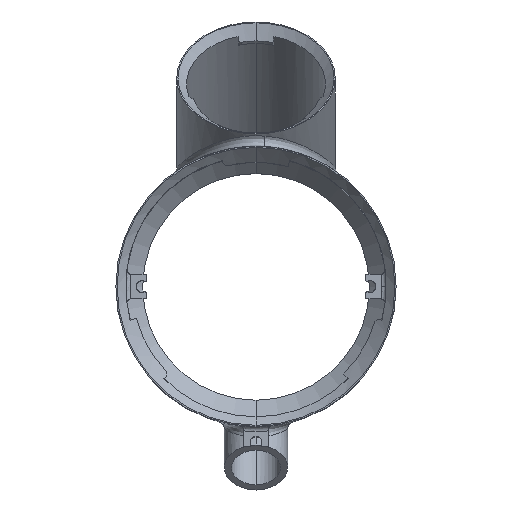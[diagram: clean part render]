
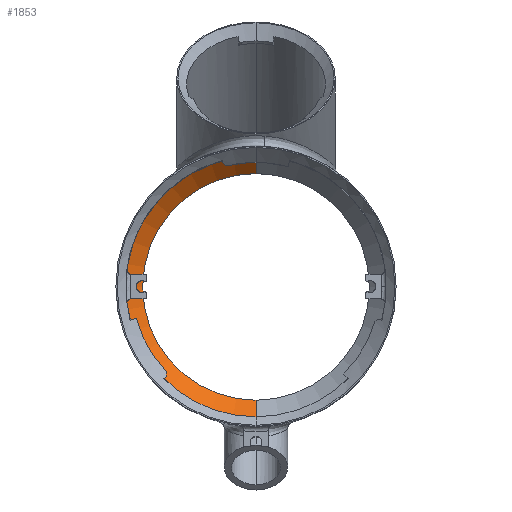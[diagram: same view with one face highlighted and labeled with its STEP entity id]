
A CAD part, top view. The second image highlights one B-rep face of the part: STEP entity #1853.
In plain terms, the highlighted conical face has half-angle 45 degrees and reference radius 53.5 mm.
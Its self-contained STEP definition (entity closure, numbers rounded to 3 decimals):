
#10 = AXIS2_PLACEMENT_3D ( 'NONE', #7324, #3863, #6780 ) ;
#157 = CARTESIAN_POINT ( 'NONE',  ( 0., 53.5, 18. ) ) ;
#417 = CONICAL_SURFACE ( 'NONE', #2259, 53.5, 0.785 ) ;
#609 = DIRECTION ( 'NONE',  ( 0., 1., 0. ) ) ;
#801 = LINE ( 'NONE', #1576, #5496 ) ;
#1016 = EDGE_CURVE ( 'NONE', #6698, #4750, #801, .T. ) ;
#1061 = DIRECTION ( 'NONE',  ( 0., 0., 1. ) ) ;
#1510 = CARTESIAN_POINT ( 'NONE',  ( 0., 46.5, 11. ) ) ;
#1576 = CARTESIAN_POINT ( 'NONE',  ( 0., -53.5, 18. ) ) ;
#1632 = DIRECTION ( 'NONE',  ( 0., -0.707, 0.707 ) ) ;
#1741 = CARTESIAN_POINT ( 'NONE',  ( 0., 0., 18. ) ) ;
#1821 = ORIENTED_EDGE ( 'NONE', *, *, #1016, .F. ) ;
#1853 = ADVANCED_FACE ( 'NONE', ( #3141 ), #417, .F. ) ;
#2000 = CIRCLE ( 'NONE', #10, 46.5 ) ;
#2123 = EDGE_CURVE ( 'NONE', #5499, #3624, #5038, .T. ) ;
#2141 = CARTESIAN_POINT ( 'NONE',  ( 0., -46.5, 11. ) ) ;
#2259 = AXIS2_PLACEMENT_3D ( 'NONE', #5037, #1061, #5068 ) ;
#3141 = FACE_OUTER_BOUND ( 'NONE', #7142, .T. ) ;
#3624 = VERTEX_POINT ( 'NONE', #4393 ) ;
#3863 = DIRECTION ( 'NONE',  ( 0., 0., -1. ) ) ;
#4217 = DIRECTION ( 'NONE',  ( 0., 0.707, 0.707 ) ) ;
#4393 = CARTESIAN_POINT ( 'NONE',  ( 0., 53.5, 18. ) ) ;
#4750 = VERTEX_POINT ( 'NONE', #5399 ) ;
#5037 = CARTESIAN_POINT ( 'NONE',  ( 0., 0., 18. ) ) ;
#5038 = LINE ( 'NONE', #157, #6018 ) ;
#5068 = DIRECTION ( 'NONE',  ( 0., -1., 0. ) ) ;
#5109 = ORIENTED_EDGE ( 'NONE', *, *, #6729, .T. ) ;
#5399 = CARTESIAN_POINT ( 'NONE',  ( 0., -53.5, 18. ) ) ;
#5496 = VECTOR ( 'NONE', #1632, 1000. ) ;
#5499 = VERTEX_POINT ( 'NONE', #1510 ) ;
#5899 = EDGE_CURVE ( 'NONE', #4750, #3624, #7160, .T. ) ;
#5959 = ORIENTED_EDGE ( 'NONE', *, *, #2123, .T. ) ;
#6018 = VECTOR ( 'NONE', #4217, 1000. ) ;
#6555 = AXIS2_PLACEMENT_3D ( 'NONE', #1741, #6925, #609 ) ;
#6698 = VERTEX_POINT ( 'NONE', #2141 ) ;
#6729 = EDGE_CURVE ( 'NONE', #6698, #5499, #2000, .T. ) ;
#6780 = DIRECTION ( 'NONE',  ( 0., 1., 0. ) ) ;
#6925 = DIRECTION ( 'NONE',  ( 0., 0., -1. ) ) ;
#7142 = EDGE_LOOP ( 'NONE', ( #5109, #5959, #7304, #1821 ) ) ;
#7160 = CIRCLE ( 'NONE', #6555, 53.5 ) ;
#7304 = ORIENTED_EDGE ( 'NONE', *, *, #5899, .F. ) ;
#7324 = CARTESIAN_POINT ( 'NONE',  ( 0., 0., 11. ) ) ;
